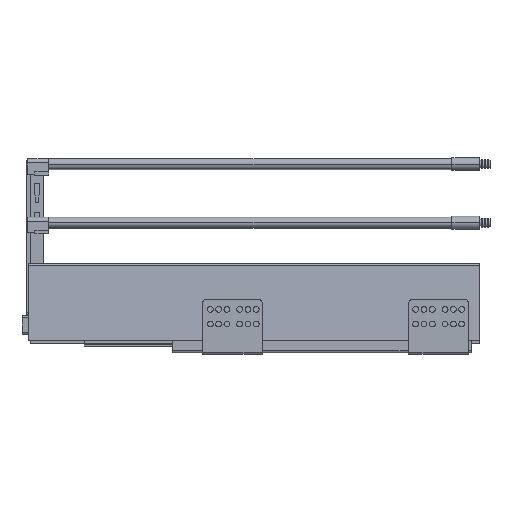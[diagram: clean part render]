
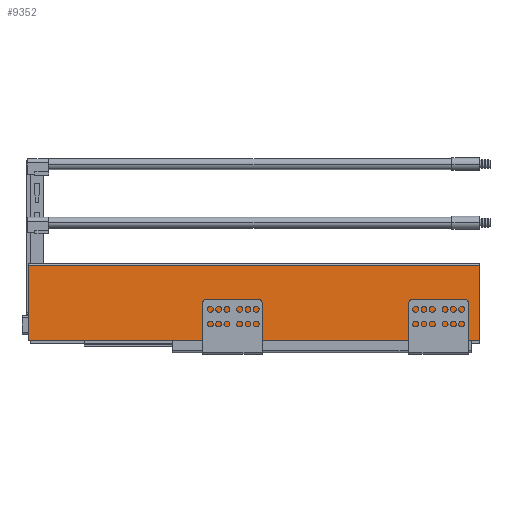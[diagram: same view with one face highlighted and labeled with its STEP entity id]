
A CAD part, top view. The second image highlights one B-rep face of the part: STEP entity #9352.
In plain terms, the highlighted planar face has unit normal (0, 0.052, 0.999).
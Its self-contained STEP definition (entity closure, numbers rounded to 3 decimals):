
#560 = DIRECTION ( 'NONE',  ( 0., 0.052, 0.999 ) ) ;
#1001 = CARTESIAN_POINT ( 'NONE',  ( -492., 0., 66.6 ) ) ;
#1027 = EDGE_LOOP ( 'NONE', ( #10417, #7711, #7668, #6603 ) ) ;
#1292 = LINE ( 'NONE', #4254, #12490 ) ;
#1407 = CARTESIAN_POINT ( 'NONE',  ( -492., 0., 66.6 ) ) ;
#1778 = EDGE_CURVE ( 'NONE', #1811, #6494, #1825, .T. ) ;
#1811 = VERTEX_POINT ( 'NONE', #5638 ) ;
#1825 = LINE ( 'NONE', #7719, #5671 ) ;
#1846 = VERTEX_POINT ( 'NONE', #7223 ) ;
#2228 = AXIS2_PLACEMENT_3D ( 'NONE', #1407, #560, #5345 ) ;
#2485 = DIRECTION ( 'NONE',  ( 1., 0., 0. ) ) ;
#3355 = PLANE ( 'NONE',  #2228 ) ;
#3859 = CARTESIAN_POINT ( 'NONE',  ( 0., 82.129, 62.296 ) ) ;
#4254 = CARTESIAN_POINT ( 'NONE',  ( -492., 0., 66.6 ) ) ;
#4569 = EDGE_CURVE ( 'NONE', #5280, #1811, #1292, .T. ) ;
#5280 = VERTEX_POINT ( 'NONE', #1001 ) ;
#5345 = DIRECTION ( 'NONE',  ( 0., 0.999, -0.052 ) ) ;
#5638 = CARTESIAN_POINT ( 'NONE',  ( 0., 0., 66.6 ) ) ;
#5671 = VECTOR ( 'NONE', #9655, 1000. ) ;
#6494 = VERTEX_POINT ( 'NONE', #3859 ) ;
#6603 = ORIENTED_EDGE ( 'NONE', *, *, #4569, .T. ) ;
#6769 = EDGE_CURVE ( 'NONE', #1846, #6494, #9337, .T. ) ;
#7223 = CARTESIAN_POINT ( 'NONE',  ( -492., 82.129, 62.296 ) ) ;
#7668 = ORIENTED_EDGE ( 'NONE', *, *, #11232, .F. ) ;
#7711 = ORIENTED_EDGE ( 'NONE', *, *, #6769, .F. ) ;
#7719 = CARTESIAN_POINT ( 'NONE',  ( 0., 0., 66.6 ) ) ;
#7848 = VECTOR ( 'NONE', #2485, 1000. ) ;
#8645 = LINE ( 'NONE', #12667, #11330 ) ;
#9337 = LINE ( 'NONE', #10385, #7848 ) ;
#9352 = ADVANCED_FACE ( 'NONE', ( #12237 ), #3355, .T. ) ;
#9655 = DIRECTION ( 'NONE',  ( 0., 0.999, -0.052 ) ) ;
#10385 = CARTESIAN_POINT ( 'NONE',  ( -492., 82.129, 62.296 ) ) ;
#10417 = ORIENTED_EDGE ( 'NONE', *, *, #1778, .T. ) ;
#11232 = EDGE_CURVE ( 'NONE', #5280, #1846, #8645, .T. ) ;
#11330 = VECTOR ( 'NONE', #12603, 1000. ) ;
#12170 = DIRECTION ( 'NONE',  ( 1., 0., 0. ) ) ;
#12237 = FACE_OUTER_BOUND ( 'NONE', #1027, .T. ) ;
#12490 = VECTOR ( 'NONE', #12170, 1000. ) ;
#12603 = DIRECTION ( 'NONE',  ( 0., 0.999, -0.052 ) ) ;
#12667 = CARTESIAN_POINT ( 'NONE',  ( -492., 0., 66.6 ) ) ;
